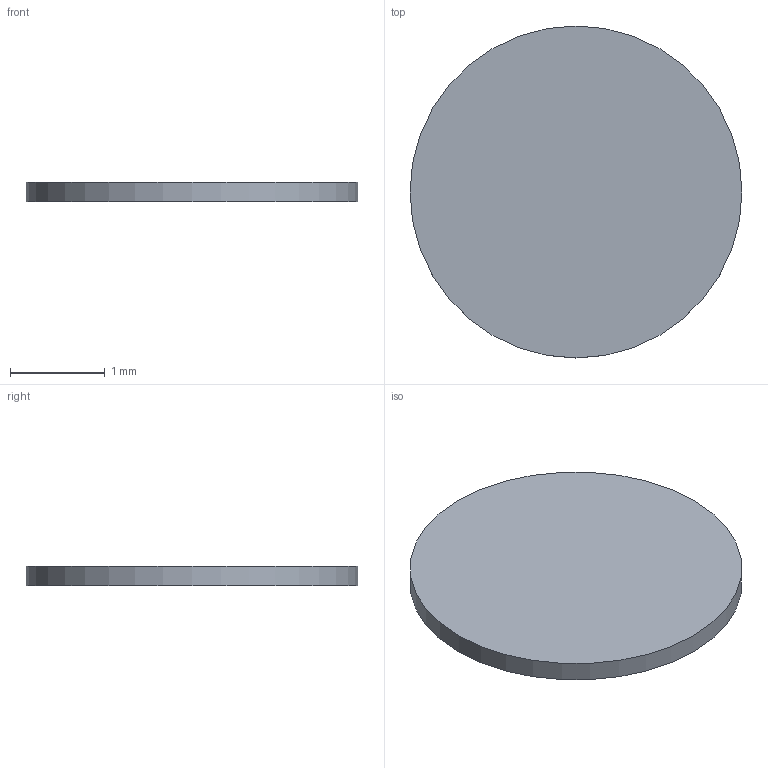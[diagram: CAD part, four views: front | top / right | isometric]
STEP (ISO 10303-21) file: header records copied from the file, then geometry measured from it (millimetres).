
FILE_DESCRIPTION(/* description */ (''),/* implementation_level */ '2;1');
FILE_NAME(/* name */ 'P0844261-02-Filter Glass.stp',/* time_stamp */ '2023-09-14T07:28:59-07:00',/* author */ (''),/* organization */ (''),/* preprocessor_version */ 'ST-DEVELOPER v18.102',/* originating_system */ 'SIEMENS PLM Software NX2206.8900',/* authorisation */ '');
FILE_SCHEMA (('AUTOMOTIVE_DESIGN { 1 0 10303 214 3 1 1 1 }'));
Bounding box: 3.5 x 3.5 x 0.21 mm (x, y, z)
Volume: 2 mm3; surface area: 21.6 mm2
Topology: 1 solids, 1 shells, 3 faces, 4 edges, 3 vertices
Faces by surface type: plane 2, cylinder 1
Full cylindrical faces by diameter (mm): 3.5 x1
Entity records: 86 total; most frequent: DRCTN 12, CRTPNT 8, A2PL3D 6, EDGLP 4, ORNEDG 4, ADVFC 3, PRDFRP 2, RPRSNT 2
